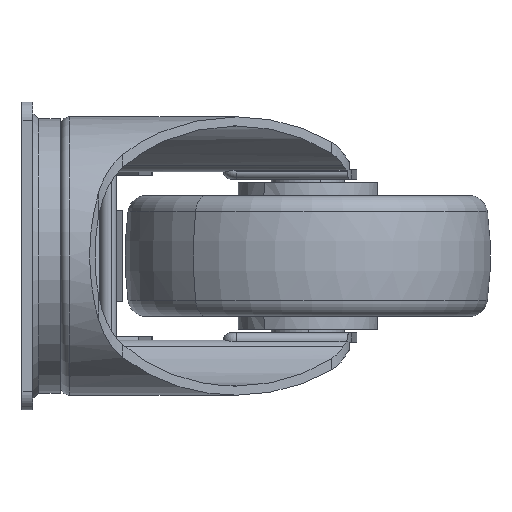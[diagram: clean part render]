
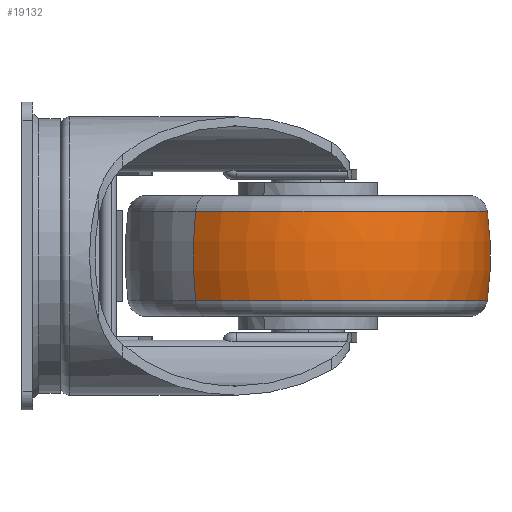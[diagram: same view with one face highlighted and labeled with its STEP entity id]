
A CAD part, left-side view. The second image highlights one B-rep face of the part: STEP entity #19132.
In plain terms, the highlighted toroidal (fillet/blend) face has major radius 30 mm and minor radius 80 mm.
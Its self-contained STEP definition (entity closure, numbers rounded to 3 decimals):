
#115 = EDGE_CURVE ( 'NONE', #7084, #4329, #11190, .T. ) ;
#778 = DIRECTION ( 'NONE',  ( 0.781, -0.624, 0. ) ) ;
#1459 = AXIS2_PLACEMENT_3D ( 'NONE', #5133, #15908, #14536 ) ;
#2350 = EDGE_CURVE ( 'NONE', #7084, #10940, #18336, .T. ) ;
#3768 = CARTESIAN_POINT ( 'NONE',  ( 40.5, -78., 0. ) ) ;
#4329 = VERTEX_POINT ( 'NONE', #19105 ) ;
#5046 = DIRECTION ( 'NONE',  ( -0.781, 0.624, 0. ) ) ;
#5133 = CARTESIAN_POINT ( 'NONE',  ( 63.944, -96.719, 0. ) ) ;
#5349 = TOROIDAL_SURFACE ( 'NONE', #8690, -30., 80. ) ;
#5598 = DIRECTION ( 'NONE',  ( -0.781, 0.624, 0. ) ) ;
#5831 = FACE_OUTER_BOUND ( 'NONE', #10271, .T. ) ;
#5956 = VERTEX_POINT ( 'NONE', #9541 ) ;
#6532 = CIRCLE ( 'NONE', #9068, 80. ) ;
#7084 = VERTEX_POINT ( 'NONE', #7326 ) ;
#7326 = CARTESIAN_POINT ( 'NONE',  ( 2.165, -47.392, -12.255 ) ) ;
#7478 = ORIENTED_EDGE ( 'NONE', *, *, #9167, .F. ) ;
#7638 = ORIENTED_EDGE ( 'NONE', *, *, #2350, .T. ) ;
#8678 = CARTESIAN_POINT ( 'NONE',  ( 40.5, -78., 12.255 ) ) ;
#8690 = AXIS2_PLACEMENT_3D ( 'NONE', #3768, #16187, #14681 ) ;
#9068 = AXIS2_PLACEMENT_3D ( 'NONE', #18602, #15672, #778 ) ;
#9167 = EDGE_CURVE ( 'NONE', #4329, #5956, #19519, .T. ) ;
#9541 = CARTESIAN_POINT ( 'NONE',  ( 78.835, -108.608, 12.255 ) ) ;
#10271 = EDGE_LOOP ( 'NONE', ( #7638, #20022, #7478, #17022 ) ) ;
#10894 = CARTESIAN_POINT ( 'NONE',  ( 40.5, -78., -12.255 ) ) ;
#10940 = VERTEX_POINT ( 'NONE', #11118 ) ;
#11118 = CARTESIAN_POINT ( 'NONE',  ( 78.835, -108.608, -12.255 ) ) ;
#11190 = CIRCLE ( 'NONE', #1459, 80. ) ;
#11544 = AXIS2_PLACEMENT_3D ( 'NONE', #10894, #12461, #5046 ) ;
#12461 = DIRECTION ( 'NONE',  ( 0., 0., 1. ) ) ;
#13295 = DIRECTION ( 'NONE',  ( 0., 0., 1. ) ) ;
#14533 = EDGE_CURVE ( 'NONE', #10940, #5956, #6532, .T. ) ;
#14536 = DIRECTION ( 'NONE',  ( -0.781, 0.624, 0. ) ) ;
#14681 = DIRECTION ( 'NONE',  ( -0.781, 0.624, 0. ) ) ;
#15672 = DIRECTION ( 'NONE',  ( -0.624, -0.781, 0. ) ) ;
#15908 = DIRECTION ( 'NONE',  ( 0.624, 0.781, 0. ) ) ;
#16187 = DIRECTION ( 'NONE',  ( 0., 0., 1. ) ) ;
#17022 = ORIENTED_EDGE ( 'NONE', *, *, #115, .F. ) ;
#18336 = CIRCLE ( 'NONE', #11544, 49.056 ) ;
#18602 = CARTESIAN_POINT ( 'NONE',  ( 17.056, -59.281, 0. ) ) ;
#19105 = CARTESIAN_POINT ( 'NONE',  ( 2.165, -47.392, 12.255 ) ) ;
#19132 = ADVANCED_FACE ( 'NONE', ( #5831 ), #5349, .T. ) ;
#19519 = CIRCLE ( 'NONE', #19577, 49.056 ) ;
#19577 = AXIS2_PLACEMENT_3D ( 'NONE', #8678, #13295, #5598 ) ;
#20022 = ORIENTED_EDGE ( 'NONE', *, *, #14533, .T. ) ;
